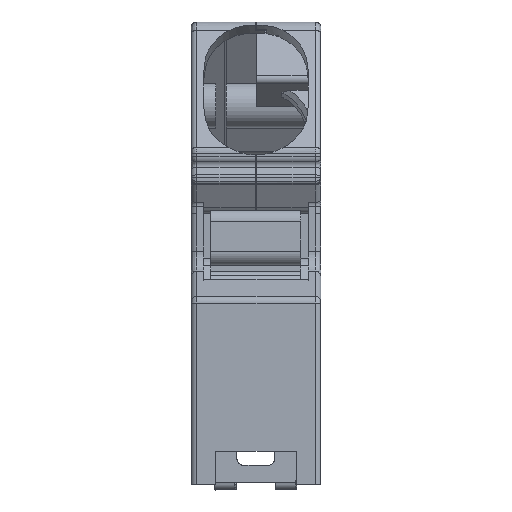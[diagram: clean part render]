
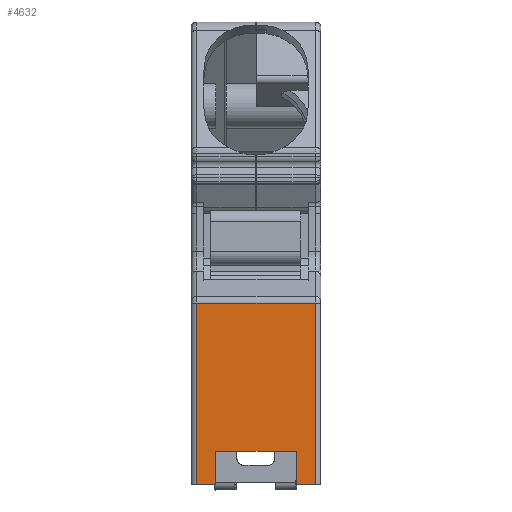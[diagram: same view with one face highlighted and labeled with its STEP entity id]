
A CAD part, front view. The second image highlights one B-rep face of the part: STEP entity #4632.
In plain terms, the highlighted planar face has unit normal (0, -1, 0).
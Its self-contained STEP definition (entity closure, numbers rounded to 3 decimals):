
#2507=CARTESIAN_POINT('',(10.8,43.86,-32.));
#2508=VERTEX_POINT('',#2507);
#2516=CARTESIAN_POINT('',(9.1,43.86,-32.));
#2517=VERTEX_POINT('',#2516);
#2518=CARTESIAN_POINT('',(10.8,43.86,-32.));
#2519=DIRECTION('',(-1.,0.,0.));
#2520=VECTOR('',#2519,1.7);
#2521=LINE('',#2518,#2520);
#2522=EDGE_CURVE('',#2508,#2517,#2521,.T.);
#4550=CARTESIAN_POINT('',(10.8,43.86,-15.893));
#4551=VERTEX_POINT('',#4550);
#4552=CARTESIAN_POINT('',(10.8,43.86,-15.893));
#4553=DIRECTION('',(0.,0.,-1.));
#4554=VECTOR('',#4553,16.107);
#4555=LINE('',#4552,#4554);
#4556=EDGE_CURVE('',#4551,#2508,#4555,.T.);
#4577=CARTESIAN_POINT('',(5.75,43.86,-23.946));
#4578=DIRECTION('',(0.,0.,-1.));
#4579=DIRECTION('',(0.,-1.,0.));
#4580=AXIS2_PLACEMENT_3D('',#4577,#4579,#4578);
#4581=PLANE('',#4580);
#4582=ORIENTED_EDGE('',*,*,#2522,.F.);
#4583=ORIENTED_EDGE('',*,*,#4556,.F.);
#4584=CARTESIAN_POINT('',(0.3,43.86,-15.893));
#4585=VERTEX_POINT('',#4584);
#4586=CARTESIAN_POINT('',(0.3,43.86,-15.893));
#4587=DIRECTION('',(1.,0.,0.));
#4588=VECTOR('',#4587,10.5);
#4589=LINE('',#4586,#4588);
#4590=EDGE_CURVE('',#4585,#4551,#4589,.T.);
#4591=ORIENTED_EDGE('',*,*,#4590,.F.);
#4592=CARTESIAN_POINT('',(0.3,43.86,-32.));
#4593=VERTEX_POINT('',#4592);
#4594=CARTESIAN_POINT('',(0.3,43.86,-32.));
#4595=DIRECTION('',(0.,0.,1.));
#4596=VECTOR('',#4595,16.107);
#4597=LINE('',#4594,#4596);
#4598=EDGE_CURVE('',#4593,#4585,#4597,.T.);
#4599=ORIENTED_EDGE('',*,*,#4598,.F.);
#4600=CARTESIAN_POINT('',(2.,43.86,-32.));
#4601=VERTEX_POINT('',#4600);
#4602=CARTESIAN_POINT('',(2.,43.86,-32.));
#4603=DIRECTION('',(-1.,0.,0.));
#4604=VECTOR('',#4603,1.7);
#4605=LINE('',#4602,#4604);
#4606=EDGE_CURVE('',#4601,#4593,#4605,.T.);
#4607=ORIENTED_EDGE('',*,*,#4606,.F.);
#4608=CARTESIAN_POINT('',(2.,43.86,-29.));
#4609=VERTEX_POINT('',#4608);
#4610=CARTESIAN_POINT('',(2.,43.86,-32.));
#4611=DIRECTION('',(0.,0.,1.));
#4612=VECTOR('',#4611,3.);
#4613=LINE('',#4610,#4612);
#4614=EDGE_CURVE('',#4601,#4609,#4613,.T.);
#4615=ORIENTED_EDGE('',*,*,#4614,.T.);
#4616=CARTESIAN_POINT('',(9.1,43.86,-29.));
#4617=VERTEX_POINT('',#4616);
#4618=CARTESIAN_POINT('',(2.,43.86,-29.));
#4619=DIRECTION('',(1.,0.,0.));
#4620=VECTOR('',#4619,7.1);
#4621=LINE('',#4618,#4620);
#4622=EDGE_CURVE('',#4609,#4617,#4621,.T.);
#4623=ORIENTED_EDGE('',*,*,#4622,.T.);
#4624=CARTESIAN_POINT('',(9.1,43.86,-29.));
#4625=DIRECTION('',(0.,0.,-1.));
#4626=VECTOR('',#4625,3.);
#4627=LINE('',#4624,#4626);
#4628=EDGE_CURVE('',#4617,#2517,#4627,.T.);
#4629=ORIENTED_EDGE('',*,*,#4628,.T.);
#4630=EDGE_LOOP('',(#4582,#4583,#4591,#4599,#4607,#4615,#4623,#4629));
#4631=FACE_OUTER_BOUND('',#4630,.T.);
#4632=ADVANCED_FACE('',(#4631),#4581,.T.);
